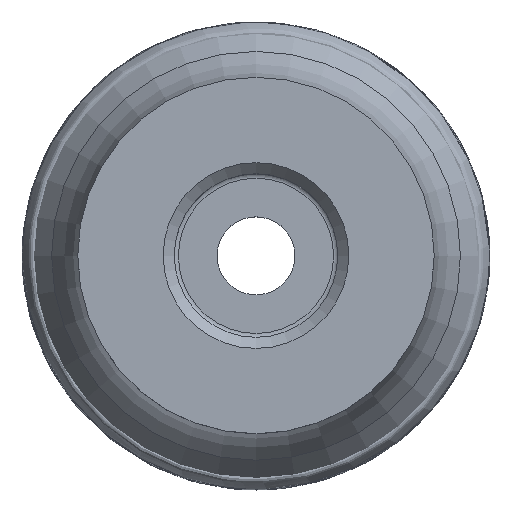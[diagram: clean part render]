
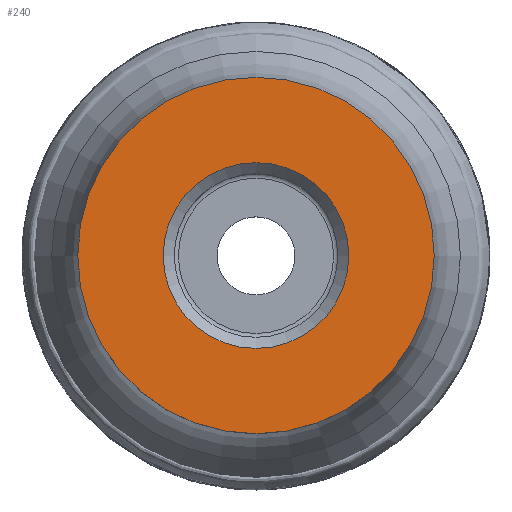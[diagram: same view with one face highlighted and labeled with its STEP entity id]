
A CAD part, top view. The second image highlights one B-rep face of the part: STEP entity #240.
In plain terms, the highlighted planar face has unit normal (0, 0, 1).
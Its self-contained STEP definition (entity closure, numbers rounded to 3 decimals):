
#100=PLANE('',#438);
#106=EDGE_LOOP('',(#146));
#107=EDGE_LOOP('',(#147));
#146=ORIENTED_EDGE('',*,*,#186,.T.);
#147=ORIENTED_EDGE('',*,*,#187,.T.);
#186=EDGE_CURVE('',#305,#305,#206,.T.);
#187=EDGE_CURVE('',#306,#306,#207,.T.);
#206=CIRCLE('',#436,12.505);
#207=CIRCLE('',#437,24.);
#240=ADVANCED_FACE('',(#263,#264),#100,.T.);
#263=FACE_BOUND('',#106,.T.);
#264=FACE_BOUND('',#107,.T.);
#305=VERTEX_POINT('',#9685);
#306=VERTEX_POINT('',#9687);
#436=AXIS2_PLACEMENT_3D('',#9684,#502,#503);
#437=AXIS2_PLACEMENT_3D('',#9686,#504,#505);
#438=AXIS2_PLACEMENT_3D('',#9688,#506,#507);
#502=DIRECTION('',(0.,0.,-1.));
#503=DIRECTION('',(0.,-1.,0.));
#504=DIRECTION('',(0.,0.,1.));
#505=DIRECTION('',(1.,0.,0.));
#506=DIRECTION('',(0.,0.,1.));
#507=DIRECTION('',(1.,0.,0.));
#9684=CARTESIAN_POINT('',(0.,0.,0.));
#9685=CARTESIAN_POINT('',(0.,-12.505,0.));
#9686=CARTESIAN_POINT('',(0.,0.,0.));
#9687=CARTESIAN_POINT('',(24.,0.,0.));
#9688=CARTESIAN_POINT('',(0.,24.,0.));
